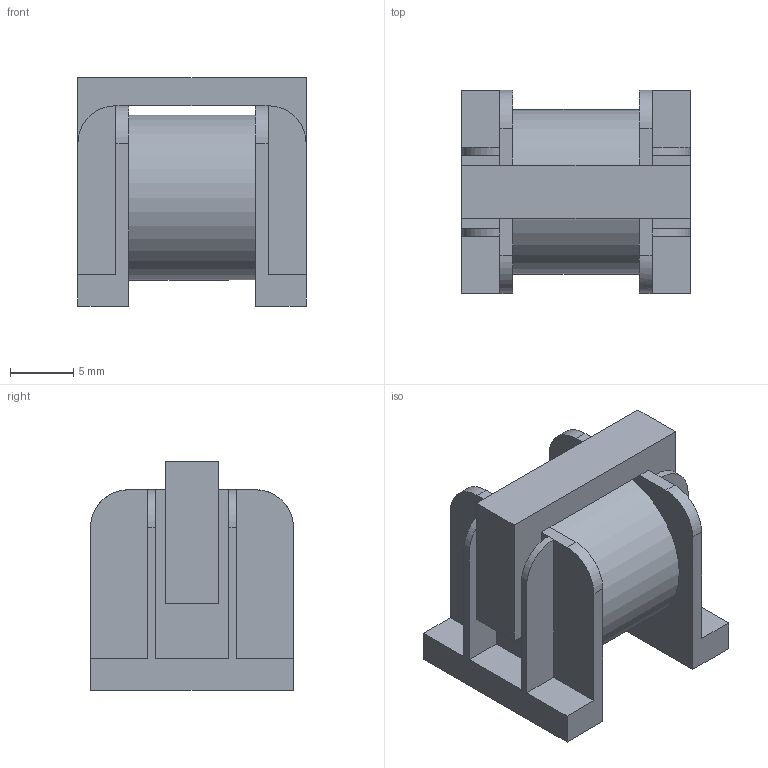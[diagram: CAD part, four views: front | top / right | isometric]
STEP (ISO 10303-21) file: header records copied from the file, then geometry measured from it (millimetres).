
FILE_DESCRIPTION (( 'STEP AP214' ), '1' );
FILE_NAME ('DDB73904-2C77-41BB-A325-24043A1DF886.STEP', '2024-10-01T05:44:23', ( '' ), ( '' ), 'SwSTEP 2.0', 'SolidWorks 2022', '' );
FILE_SCHEMA (( 'AUTOMOTIVE_DESIGN' ));
Length unit declared in the file: millimetre
Products named in the file (1): DDB73904-2C77-41BB-A325-24043A1DF886
Bounding box: 18 x 16 x 18 mm (x, y, z)
Volume: 2547.6 mm3; surface area: 2388.5 mm2
Topology: 1 solids, 1 shells, 53 faces, 138 edges, 88 vertices
Faces by surface type: plane 43, cylinder 10
Entity records: 1683 total; most frequent: CARTESIAN_POINT 286, ORIENTED_EDGE 276, DIRECTION 262, EDGE_CURVE 138, LINE 118, VECTOR 118, VERTEX_POINT 88, AXIS2_PLACEMENT_3D 72
